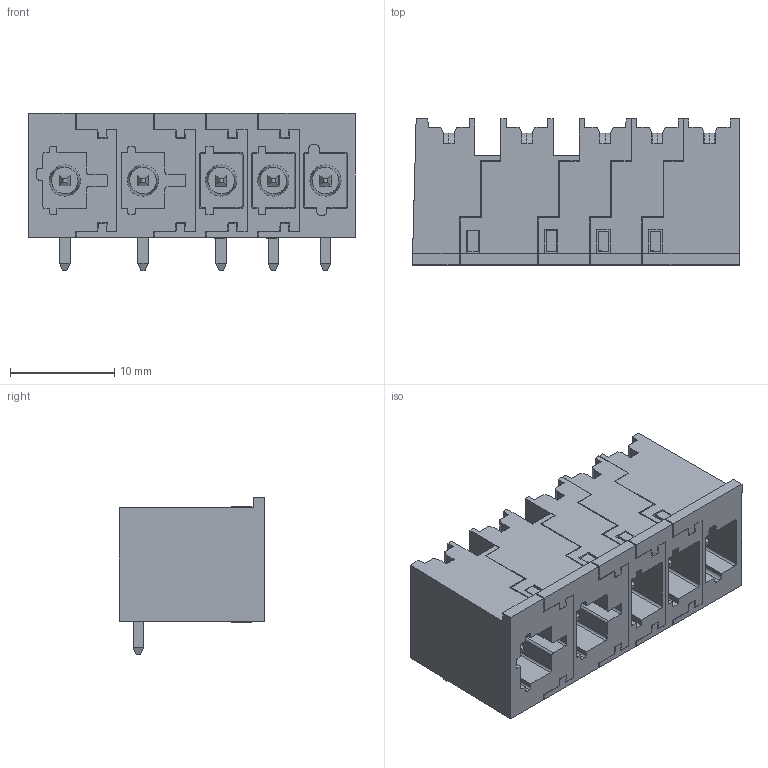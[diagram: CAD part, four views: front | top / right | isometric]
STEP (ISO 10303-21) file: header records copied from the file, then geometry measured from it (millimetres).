
FILE_DESCRIPTION(('CATIA V5 STEP Exchange','CAx-IF Rec.Pracs.--- Model Styling and Organization---1.4--- 2014-01-23'),'2;1');
FILE_NAME ('1361777-2_0', '2021-10-26T11:28:37+00:00', ('none'), ('Weidmueller'), 'CATIA Version 5-6 Release 2016 SP3 HF44', 'CATIA V5 STEP AP214', 'none');
FILE_SCHEMA(('AUTOMOTIVE_DESIGN { 1 0 10303 214 1 1 1 1 }'));
Length unit declared in the file: millimetre
Products named in the file (1): 8000078338
Bounding box: 31.4 x 14 x 15.1 mm (x, y, z)
Volume: 3289.5 mm3; surface area: 5673.6 mm2
Topology: 10 solids, 10 shells, 596 faces, 1669 edges, 1102 vertices
Faces by surface type: plane 514, cylinder 28, extrusion 24, revolution 20, cone 10
Entity records: 19815 total; most frequent: CARTESIAN_POINT 4588, ORIENTED_EDGE 3338, DIRECTION 2720, EDGE_CURVE 1669, VECTOR 1524, LINE 1500, VERTEX_POINT 1102, EDGE_LOOP 631
